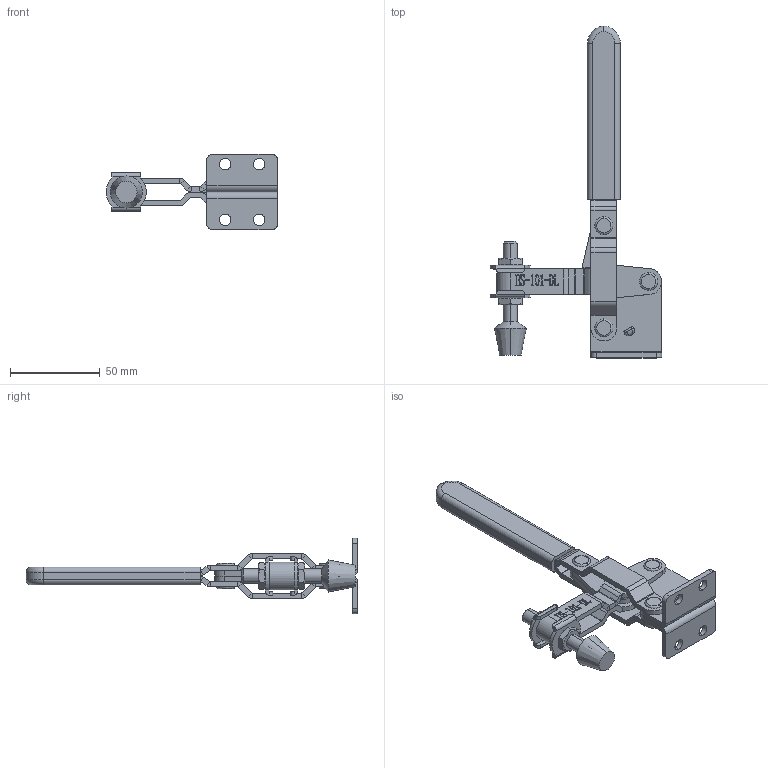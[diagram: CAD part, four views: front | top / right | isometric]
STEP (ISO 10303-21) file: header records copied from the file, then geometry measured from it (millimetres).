
FILE_DESCRIPTION (( 'STEP AP203' ), '1' );
FILE_NAME ('HS-101-DL .STEP', '2019-10-14T08:22:25', ( '微软用户' ), ( '微软中国' ), 'SwSTEP 2.0', 'SolidWorks 2012', '' );
FILE_SCHEMA (( 'CONFIG_CONTROL_DESIGN' ));
Length unit declared in the file: millimetre
Products named in the file (12): HS-101-DL ; 101忒參杶; FW-516; hex thin nuts-grades ab-chamfered gb_GB_FASTENER_NUT_STNAB M8-N; hexagon head bolts-full thread gb_GB_FASTENER_BOLT_STBAB A M8X55-C; 揤輸; 揤參; 种; 忒梟; 蟀裝; 楊擘菁釱衵; 楊擘菁釱酘
Assembly tree (18 placements, depth 2):
  HS-101-DL 
    楊擘菁釱酘
    楊擘菁釱衵
    蟀裝  x2
    忒梟  x2
    种  x4
    揤參
    揤輸
    hexagon head bolts-full thread gb_GB_FASTENER_BOLT_STBAB A M8X55-C
    hex thin nuts-grades ab-chamfered gb_GB_FASTENER_NUT_STNAB M8-N  x2
    FW-516  x2
    101忒參杶
Bounding box: 95.41 x 185.01 x 42 mm (x, y, z)
Volume: 57629.3 mm3; surface area: 49325.7 mm2
Topology: 18 solids, 18 shells, 816 faces, 2028 edges, 1282 vertices
Faces by surface type: plane 477, cylinder 169, bspline 120, cone 30, torus 20
Entity records: 27169 total; most frequent: CARTESIAN_POINT 10097, ORIENTED_EDGE 3422, DIRECTION 2859, EDGE_CURVE 1711, VECTOR 1143, LINE 1143, VERTEX_POINT 1092, AXIS2_PLACEMENT_3D 858
